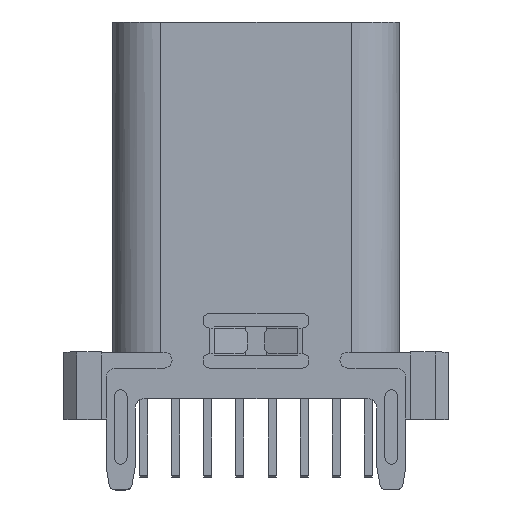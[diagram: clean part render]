
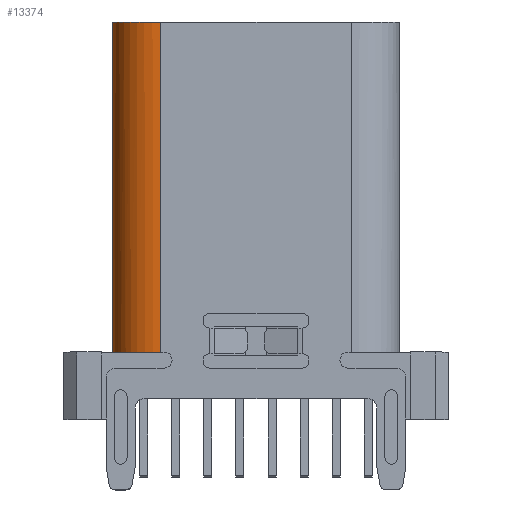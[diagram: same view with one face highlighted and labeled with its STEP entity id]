
A CAD part, top view. The second image highlights one B-rep face of the part: STEP entity #13374.
In plain terms, the highlighted cylindrical face has radius 1.5 mm (diameter 3 mm), a partial arc.
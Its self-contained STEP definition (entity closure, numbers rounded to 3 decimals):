
#2304=CARTESIAN_POINT('',(-1.161,5.348,2.004));
#2305=DIRECTION('',(0.,-1.,0.));
#2306=DIRECTION('',(0.,0.,1.));
#2307=AXIS2_PLACEMENT_3D('',#2304,#2305,#2306);
#2312=DIRECTION('',(0.,-1.,0.));
#2313=VECTOR('',#2312,10.3);
#2314=CARTESIAN_POINT('',(-2.661,15.648,2.004));
#2315=LINE('',#2314,#2313);
#2319=DIRECTION('',(0.,1.,0.));
#2320=VECTOR('',#2319,10.3);
#2321=CARTESIAN_POINT('',(-1.161,5.348,3.504));
#2322=LINE('',#2321,#2320);
#2326=CARTESIAN_POINT('',(-1.161,5.348,2.004));
#2327=DIRECTION('',(0.,-1.,0.));
#2328=DIRECTION('',(-0.626,0.,0.78));
#2329=AXIS2_PLACEMENT_3D('',#2326,#2327,#2328);
#4417=CARTESIAN_POINT('',(-1.161,15.648,2.004));
#4418=DIRECTION('',(0.,1.,0.));
#4419=DIRECTION('',(-1.,0.,0.));
#4420=AXIS2_PLACEMENT_3D('',#4417,#4418,#4419);
#10425=CARTESIAN_POINT('',(-1.161,5.348,
3.504));
#10427=VERTEX_POINT('',#10425);
#10784=CARTESIAN_POINT('',(-2.661,15.648,
2.004));
#10785=CARTESIAN_POINT('',(-2.661,5.348,
2.004));
#10786=VERTEX_POINT('',#10784);
#10787=VERTEX_POINT('',#10785);
#10848=CARTESIAN_POINT('',(-1.161,15.648,
3.504));
#10849=VERTEX_POINT('',#10848);
#10850=CARTESIAN_POINT('',(-2.099,5.348,
3.174));
#10851=VERTEX_POINT('',#10850);
#13359=CARTESIAN_POINT('',(-1.161,20.348,
2.004));
#13360=DIRECTION('',(0.,-1.,0.));
#13361=DIRECTION('',(0.,0.,-1.));
#13362=AXIS2_PLACEMENT_3D('',#13359,#13360,#13361);
#13363=CYLINDRICAL_SURFACE('',#13362,1.5);
#13365=ORIENTED_EDGE('',*,*,#13364,.T.);
#13367=ORIENTED_EDGE('',*,*,#13366,.F.);
#13369=ORIENTED_EDGE('',*,*,#13368,.T.);
#13370=ORIENTED_EDGE('',*,*,#12388,.F.);
#13371=ORIENTED_EDGE('',*,*,#13354,.T.);
#13372=EDGE_LOOP('',(#13365,#13367,#13369,#13370,#13371));
#13373=FACE_OUTER_BOUND('',#13372,.F.);
#2308=CIRCLE('',#2307,1.5);
#2330=CIRCLE('',#2329,1.5);
#4421=CIRCLE('',#4420,1.5);
#12388=EDGE_CURVE('',#10427,#10849,#2322,.T.);
#13354=EDGE_CURVE('',#10427,#10851,#2308,.T.);
#13364=EDGE_CURVE('',#10851,#10787,#2330,.T.);
#13366=EDGE_CURVE('',#10786,#10787,#2315,.T.);
#13368=EDGE_CURVE('',#10786,#10849,#4421,.T.);
#13374=ADVANCED_FACE('',(#13373),#13363,.T.);
